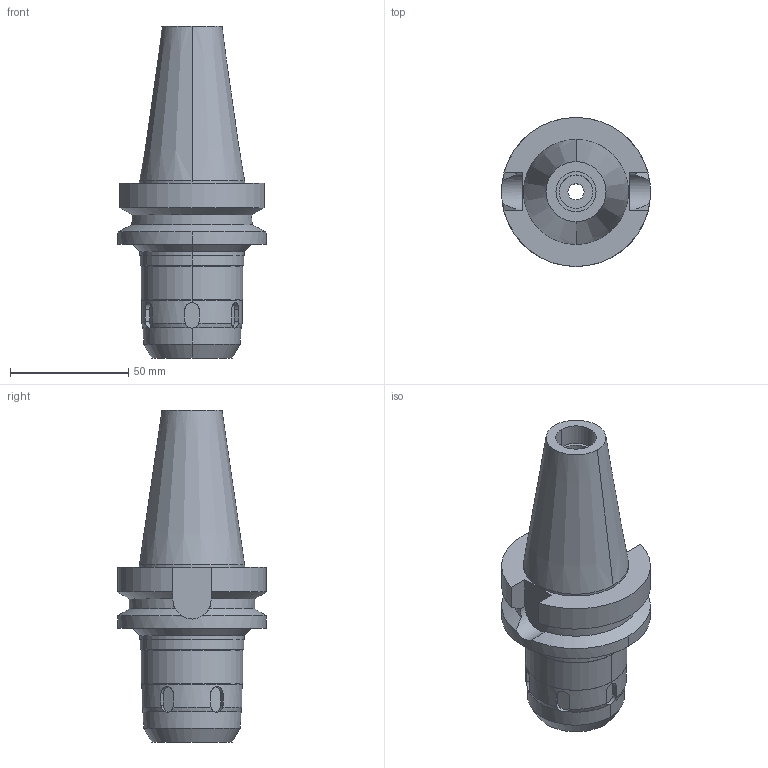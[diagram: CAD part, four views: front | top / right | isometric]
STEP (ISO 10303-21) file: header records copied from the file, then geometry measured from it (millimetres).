
FILE_DESCRIPTION((''),'2;1');
FILE_NAME('BBT40-HMC16S-75','2018-06-08T',('ykawabe'),(''),'CREO PARAMETRIC BY PTC INC, 2016380','CREO PARAMETRIC BY PTC INC, 2016380','');
FILE_SCHEMA(('AUTOMOTIVE_DESIGN { 1 0 10303 214 1 1 1 1 }'));
Length unit declared in the file: millimetre
Products named in the file (1): BBT40-HMC16S-75
Bounding box: 63 x 63 x 140.4 mm (x, y, z)
Volume: 178796 mm3; surface area: 31094.9 mm2
Topology: 1 solids, 1 shells, 95 faces, 275 edges, 189 vertices
Faces by surface type: cylinder 40, plane 33, cone 22
Entity records: 4359 total; most frequent: CARTESIAN_POINT 882, ORIENTED_EDGE 550, DIRECTION 520, PRESENTATION_STYLE_ASSIGNMENT 280, STYLED_ITEM 280, CURVE_STYLE 279, EDGE_CURVE 275, AXIS2_PLACEMENT_3D 208
